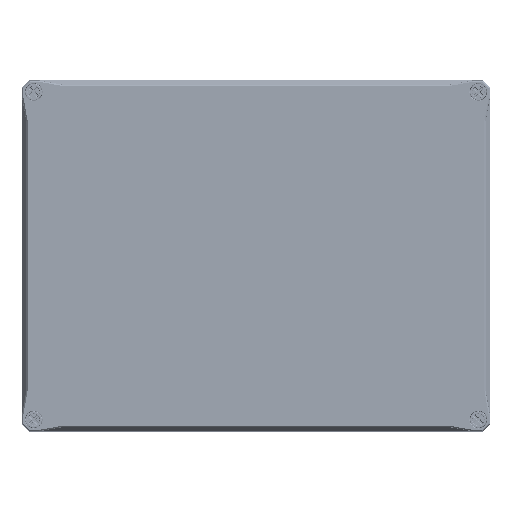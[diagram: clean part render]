
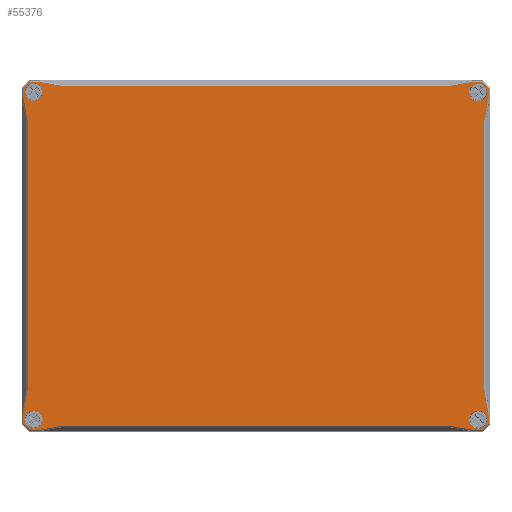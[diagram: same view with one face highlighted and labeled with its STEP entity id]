
A CAD part, top view. The second image highlights one B-rep face of the part: STEP entity #55376.
In plain terms, the highlighted face is planar.
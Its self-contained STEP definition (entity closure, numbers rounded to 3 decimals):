
#2371=FACE_BOUND('',#12873,.T.);
#2372=FACE_BOUND('',#12874,.T.);
#2373=FACE_BOUND('',#12875,.T.);
#2374=FACE_BOUND('',#12876,.T.);
#2875=PLANE('',#59680);
#4395=LINE('',#90190,#6307);
#4396=LINE('',#90192,#6308);
#4397=LINE('',#90194,#6309);
#4398=LINE('',#90196,#6310);
#4399=LINE('',#90198,#6311);
#4400=LINE('',#90200,#6312);
#4401=LINE('',#90202,#6313);
#4402=LINE('',#90204,#6314);
#4403=LINE('',#90206,#6315);
#4404=LINE('',#90208,#6316);
#4405=LINE('',#90210,#6317);
#4406=LINE('',#90212,#6318);
#4407=LINE('',#90214,#6319);
#4408=LINE('',#90216,#6320);
#4409=LINE('',#90218,#6321);
#4410=LINE('',#90220,#6322);
#4411=LINE('',#90222,#6323);
#4412=LINE('',#90224,#6324);
#4413=LINE('',#90226,#6325);
#4414=LINE('',#90228,#6326);
#4415=LINE('',#90230,#6327);
#4416=LINE('',#90232,#6328);
#4417=LINE('',#90234,#6329);
#4418=LINE('',#90235,#6330);
#6307=VECTOR('',#69068,10.);
#6308=VECTOR('',#69069,10.);
#6309=VECTOR('',#69070,10.);
#6310=VECTOR('',#69071,10.);
#6311=VECTOR('',#69072,10.);
#6312=VECTOR('',#69073,10.);
#6313=VECTOR('',#69074,10.);
#6314=VECTOR('',#69075,10.);
#6315=VECTOR('',#69076,10.);
#6316=VECTOR('',#69077,10.);
#6317=VECTOR('',#69078,10.);
#6318=VECTOR('',#69079,10.);
#6319=VECTOR('',#69080,10.);
#6320=VECTOR('',#69081,10.);
#6321=VECTOR('',#69082,10.);
#6322=VECTOR('',#69083,10.);
#6323=VECTOR('',#69084,10.);
#6324=VECTOR('',#69085,10.);
#6325=VECTOR('',#69086,10.);
#6326=VECTOR('',#69087,10.);
#6327=VECTOR('',#69088,10.);
#6328=VECTOR('',#69089,10.);
#6329=VECTOR('',#69090,10.);
#6330=VECTOR('',#69091,10.);
#8878=FACE_OUTER_BOUND('',#12872,.T.);
#12872=EDGE_LOOP('',(#37410,#37411,#37412,#37413,#37414,#37415,#37416,#37417,
#37418,#37419,#37420,#37421,#37422,#37423,#37424,#37425,#37426,#37427,#37428,
#37429,#37430,#37431,#37432,#37433));
#12873=EDGE_LOOP('',(#37434));
#12874=EDGE_LOOP('',(#37435));
#12875=EDGE_LOOP('',(#37436));
#12876=EDGE_LOOP('',(#37437));
#17409=CIRCLE('',#59676,7.598);
#17413=CIRCLE('',#59681,7.598);
#17414=CIRCLE('',#59682,7.598);
#17415=CIRCLE('',#59683,7.598);
#22875=VERTEX_POINT('',#90180);
#22878=VERTEX_POINT('',#90188);
#22879=VERTEX_POINT('',#90189);
#22880=VERTEX_POINT('',#90191);
#22881=VERTEX_POINT('',#90193);
#22882=VERTEX_POINT('',#90195);
#22883=VERTEX_POINT('',#90197);
#22884=VERTEX_POINT('',#90199);
#22885=VERTEX_POINT('',#90201);
#22886=VERTEX_POINT('',#90203);
#22887=VERTEX_POINT('',#90205);
#22888=VERTEX_POINT('',#90207);
#22889=VERTEX_POINT('',#90209);
#22890=VERTEX_POINT('',#90211);
#22891=VERTEX_POINT('',#90213);
#22892=VERTEX_POINT('',#90215);
#22893=VERTEX_POINT('',#90217);
#22894=VERTEX_POINT('',#90219);
#22895=VERTEX_POINT('',#90221);
#22896=VERTEX_POINT('',#90223);
#22897=VERTEX_POINT('',#90225);
#22898=VERTEX_POINT('',#90227);
#22899=VERTEX_POINT('',#90229);
#22900=VERTEX_POINT('',#90231);
#22901=VERTEX_POINT('',#90233);
#22902=VERTEX_POINT('',#90236);
#22903=VERTEX_POINT('',#90238);
#22904=VERTEX_POINT('',#90240);
#28293=EDGE_CURVE('',#22875,#22875,#17409,.T.);
#28297=EDGE_CURVE('',#22878,#22879,#4395,.T.);
#28298=EDGE_CURVE('',#22880,#22878,#4396,.T.);
#28299=EDGE_CURVE('',#22881,#22880,#4397,.T.);
#28300=EDGE_CURVE('',#22882,#22881,#4398,.T.);
#28301=EDGE_CURVE('',#22883,#22882,#4399,.T.);
#28302=EDGE_CURVE('',#22884,#22883,#4400,.T.);
#28303=EDGE_CURVE('',#22885,#22884,#4401,.T.);
#28304=EDGE_CURVE('',#22886,#22885,#4402,.T.);
#28305=EDGE_CURVE('',#22887,#22886,#4403,.T.);
#28306=EDGE_CURVE('',#22888,#22887,#4404,.T.);
#28307=EDGE_CURVE('',#22889,#22888,#4405,.T.);
#28308=EDGE_CURVE('',#22890,#22889,#4406,.T.);
#28309=EDGE_CURVE('',#22891,#22890,#4407,.T.);
#28310=EDGE_CURVE('',#22892,#22891,#4408,.T.);
#28311=EDGE_CURVE('',#22893,#22892,#4409,.T.);
#28312=EDGE_CURVE('',#22894,#22893,#4410,.T.);
#28313=EDGE_CURVE('',#22895,#22894,#4411,.T.);
#28314=EDGE_CURVE('',#22896,#22895,#4412,.T.);
#28315=EDGE_CURVE('',#22897,#22896,#4413,.T.);
#28316=EDGE_CURVE('',#22898,#22897,#4414,.T.);
#28317=EDGE_CURVE('',#22899,#22898,#4415,.T.);
#28318=EDGE_CURVE('',#22900,#22899,#4416,.T.);
#28319=EDGE_CURVE('',#22901,#22900,#4417,.T.);
#28320=EDGE_CURVE('',#22879,#22901,#4418,.T.);
#28321=EDGE_CURVE('',#22902,#22902,#17413,.T.);
#28322=EDGE_CURVE('',#22903,#22903,#17414,.T.);
#28323=EDGE_CURVE('',#22904,#22904,#17415,.T.);
#37410=ORIENTED_EDGE('',*,*,#28297,.F.);
#37411=ORIENTED_EDGE('',*,*,#28298,.F.);
#37412=ORIENTED_EDGE('',*,*,#28299,.F.);
#37413=ORIENTED_EDGE('',*,*,#28300,.F.);
#37414=ORIENTED_EDGE('',*,*,#28301,.F.);
#37415=ORIENTED_EDGE('',*,*,#28302,.F.);
#37416=ORIENTED_EDGE('',*,*,#28303,.F.);
#37417=ORIENTED_EDGE('',*,*,#28304,.F.);
#37418=ORIENTED_EDGE('',*,*,#28305,.F.);
#37419=ORIENTED_EDGE('',*,*,#28306,.F.);
#37420=ORIENTED_EDGE('',*,*,#28307,.F.);
#37421=ORIENTED_EDGE('',*,*,#28308,.F.);
#37422=ORIENTED_EDGE('',*,*,#28309,.F.);
#37423=ORIENTED_EDGE('',*,*,#28310,.F.);
#37424=ORIENTED_EDGE('',*,*,#28311,.F.);
#37425=ORIENTED_EDGE('',*,*,#28312,.F.);
#37426=ORIENTED_EDGE('',*,*,#28313,.F.);
#37427=ORIENTED_EDGE('',*,*,#28314,.F.);
#37428=ORIENTED_EDGE('',*,*,#28315,.F.);
#37429=ORIENTED_EDGE('',*,*,#28316,.F.);
#37430=ORIENTED_EDGE('',*,*,#28317,.F.);
#37431=ORIENTED_EDGE('',*,*,#28318,.F.);
#37432=ORIENTED_EDGE('',*,*,#28319,.F.);
#37433=ORIENTED_EDGE('',*,*,#28320,.F.);
#37434=ORIENTED_EDGE('',*,*,#28321,.F.);
#37435=ORIENTED_EDGE('',*,*,#28322,.F.);
#37436=ORIENTED_EDGE('',*,*,#28323,.F.);
#37437=ORIENTED_EDGE('',*,*,#28293,.F.);
#55376=ADVANCED_FACE('',(#8878,#2371,#2372,#2373,#2374),#2875,.F.);
#59676=AXIS2_PLACEMENT_3D('',#90181,#69058,#69059);
#59680=AXIS2_PLACEMENT_3D('',#90187,#69066,#69067);
#59681=AXIS2_PLACEMENT_3D('',#90237,#69092,#69093);
#59682=AXIS2_PLACEMENT_3D('',#90239,#69094,#69095);
#59683=AXIS2_PLACEMENT_3D('',#90241,#69096,#69097);
#69058=DIRECTION('center_axis',(0.,-1.,0.));
#69059=DIRECTION('ref_axis',(-1.,0.,0.));
#69066=DIRECTION('center_axis',(0.,1.,0.));
#69067=DIRECTION('ref_axis',(0.,0.,1.));
#69068=DIRECTION('',(0.,0.,-1.));
#69069=DIRECTION('',(0.174,0.,-0.985));
#69070=DIRECTION('',(0.,0.,-1.));
#69071=DIRECTION('',(-0.174,0.,-0.985));
#69072=DIRECTION('',(0.,0.,-1.));
#69073=DIRECTION('',(0.707,0.,-0.707));
#69074=DIRECTION('',(1.,0.,0.));
#69075=DIRECTION('',(0.985,0.,0.174));
#69076=DIRECTION('',(1.,0.,0.));
#69077=DIRECTION('',(0.985,0.,-0.174));
#69078=DIRECTION('',(1.,0.,0.));
#69079=DIRECTION('',(0.707,0.,0.707));
#69080=DIRECTION('',(0.,0.,1.));
#69081=DIRECTION('',(-0.174,0.,0.985));
#69082=DIRECTION('',(0.,0.,1.));
#69083=DIRECTION('',(0.174,0.,0.985));
#69084=DIRECTION('',(0.,0.,1.));
#69085=DIRECTION('',(-0.707,0.,0.707));
#69086=DIRECTION('',(-1.,0.,0.));
#69087=DIRECTION('',(-0.985,0.,-0.174));
#69088=DIRECTION('',(-1.,0.,0.));
#69089=DIRECTION('',(-0.985,0.,0.174));
#69090=DIRECTION('',(-1.,0.,0.));
#69091=DIRECTION('',(-0.707,0.,-0.707));
#69092=DIRECTION('center_axis',(0.,-1.,0.));
#69093=DIRECTION('ref_axis',(-1.,0.,0.));
#69094=DIRECTION('center_axis',(0.,-1.,0.));
#69095=DIRECTION('ref_axis',(-1.,0.,0.));
#69096=DIRECTION('center_axis',(0.,-1.,0.));
#69097=DIRECTION('ref_axis',(-1.,0.,0.));
#90180=CARTESIAN_POINT('',(-190.,-30.,-147.598));
#90181=CARTESIAN_POINT('Origin',(-190.,-30.,-140.));
#90187=CARTESIAN_POINT('Origin',(0.,-30.,0.));
#90188=CARTESIAN_POINT('',(198.738,-30.,-135.34));
#90189=CARTESIAN_POINT('',(198.738,-30.,-143.324));
#90190=CARTESIAN_POINT('',(198.738,-30.,75.));
#90191=CARTESIAN_POINT('',(195.273,-30.,-115.688));
#90192=CARTESIAN_POINT('',(182.445,-30.,-42.935));
#90193=CARTESIAN_POINT('',(195.273,-30.,115.688));
#90194=CARTESIAN_POINT('',(195.273,-30.,57.8));
#90195=CARTESIAN_POINT('',(198.738,-30.,135.34));
#90196=CARTESIAN_POINT('',(187.445,-30.,71.291));
#90197=CARTESIAN_POINT('',(198.738,-30.,143.324));
#90198=CARTESIAN_POINT('',(198.738,-30.,75.));
#90199=CARTESIAN_POINT('',(193.324,-30.,148.738));
#90200=CARTESIAN_POINT('',(183.531,-30.,158.531));
#90201=CARTESIAN_POINT('',(185.34,-30.,148.738));
#90202=CARTESIAN_POINT('',(-100.,-30.,148.738));
#90203=CARTESIAN_POINT('',(165.688,-30.,145.273));
#90204=CARTESIAN_POINT('',(72.964,-30.,128.923));
#90205=CARTESIAN_POINT('',(-165.688,-30.,145.273));
#90206=CARTESIAN_POINT('',(-82.8,-30.,145.273));
#90207=CARTESIAN_POINT('',(-185.34,-30.,148.738));
#90208=CARTESIAN_POINT('',(-101.32,-30.,133.923));
#90209=CARTESIAN_POINT('',(-193.324,-30.,148.738));
#90210=CARTESIAN_POINT('',(-100.,-30.,148.738));
#90211=CARTESIAN_POINT('',(-198.738,-30.,143.324));
#90212=CARTESIAN_POINT('',(-183.531,-30.,158.531));
#90213=CARTESIAN_POINT('',(-198.738,-30.,135.34));
#90214=CARTESIAN_POINT('',(-198.738,-30.,-75.));
#90215=CARTESIAN_POINT('',(-195.273,-30.,115.688));
#90216=CARTESIAN_POINT('',(-187.445,-30.,71.291));
#90217=CARTESIAN_POINT('',(-195.273,-30.,-115.688));
#90218=CARTESIAN_POINT('',(-195.273,-30.,57.8));
#90219=CARTESIAN_POINT('',(-198.738,-30.,-135.34));
#90220=CARTESIAN_POINT('',(-182.445,-30.,-42.935));
#90221=CARTESIAN_POINT('',(-198.738,-30.,-143.324));
#90222=CARTESIAN_POINT('',(-198.738,-30.,-75.));
#90223=CARTESIAN_POINT('',(-193.324,-30.,-148.738));
#90224=CARTESIAN_POINT('',(-183.531,-30.,-158.531));
#90225=CARTESIAN_POINT('',(-185.34,-30.,-148.738));
#90226=CARTESIAN_POINT('',(100.,-30.,-148.738));
#90227=CARTESIAN_POINT('',(-165.688,-30.,-145.273));
#90228=CARTESIAN_POINT('',(-101.32,-30.,-133.923));
#90229=CARTESIAN_POINT('',(165.688,-30.,-145.273));
#90230=CARTESIAN_POINT('',(-82.8,-30.,-145.273));
#90231=CARTESIAN_POINT('',(185.34,-30.,-148.738));
#90232=CARTESIAN_POINT('',(72.964,-30.,-128.923));
#90233=CARTESIAN_POINT('',(193.324,-30.,-148.738));
#90234=CARTESIAN_POINT('',(100.,-30.,-148.738));
#90235=CARTESIAN_POINT('',(183.531,-30.,-158.531));
#90236=CARTESIAN_POINT('',(-190.,-30.,132.402));
#90237=CARTESIAN_POINT('Origin',(-190.,-30.,140.));
#90238=CARTESIAN_POINT('',(190.,-30.,-147.598));
#90239=CARTESIAN_POINT('Origin',(190.,-30.,-140.));
#90240=CARTESIAN_POINT('',(190.,-30.,132.402));
#90241=CARTESIAN_POINT('Origin',(190.,-30.,140.));
